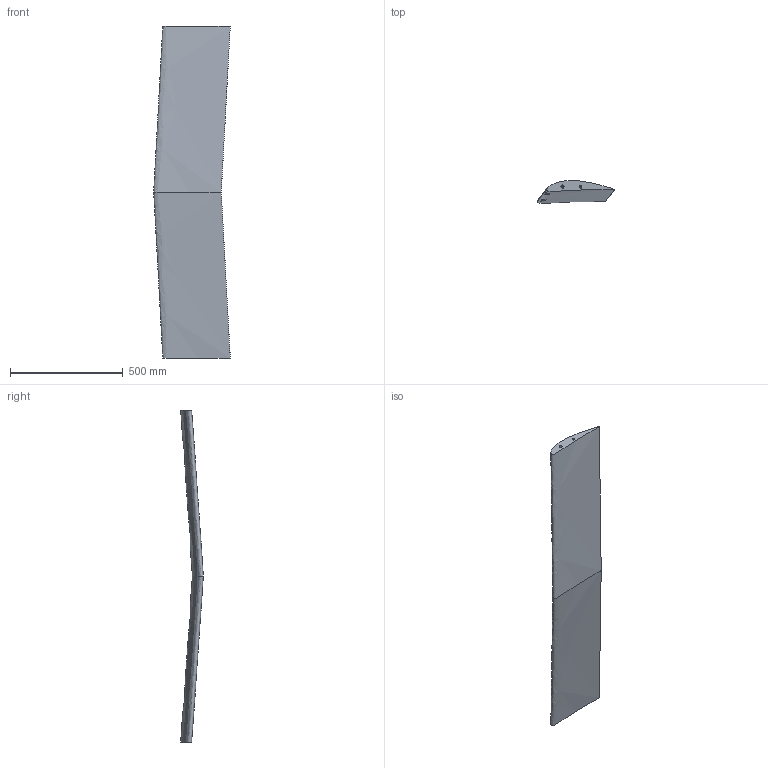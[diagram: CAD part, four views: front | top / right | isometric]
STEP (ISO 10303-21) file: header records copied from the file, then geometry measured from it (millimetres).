
FILE_DESCRIPTION(/* description */ (''),/* implementation_level */ '2;1');
FILE_NAME(/* name */ 'ea3bd855-7bcc-4072-a5c3-c08d841ece09.stp',/* time_stamp */ '2023-08-18T20:52:48Z',/* author */ (''),/* organization */ (''),/* preprocessor_version */ 'ST-DEVELOPER v20',/* originating_system */ 'Autodesk Translation Framework v12.14.0.127',/* authorisation */ '');
FILE_SCHEMA (('AUTOMOTIVE_DESIGN { 1 0 10303 214 3 1 1 }'));
Length unit declared in the file: millimetre
Products named in the file (4): Wing; Foam; Left; Right
Assembly tree (3 placements, depth 3):
  Wing
    Foam
      Left
      Right
Bounding box: 339.98 x 100.57 x 1474.23 mm (x, y, z)
Volume: 12366926.4 mm3; surface area: 1076423.6 mm2
Topology: 2 solids, 2 shells, 10 faces, 18 edges, 12 vertices
Faces by surface type: bspline 6, plane 4
Entity records: 4369 total; most frequent: CARTESIAN_POINT 4074, DIRECTION 42, ORIENTED_EDGE 36, AXIS2_PLACEMENT_3D 20, EDGE_LOOP 18, EDGE_CURVE 18, VERTEX_POINT 12, FACE_OUTER_BOUND 10
